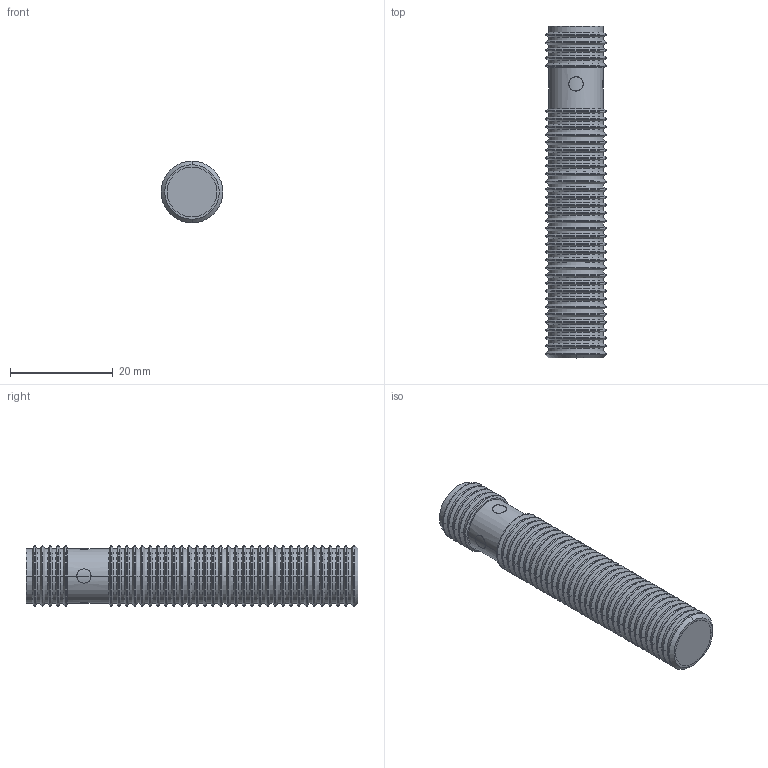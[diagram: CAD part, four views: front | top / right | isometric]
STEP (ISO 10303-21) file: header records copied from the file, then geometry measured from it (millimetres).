
FILE_DESCRIPTION(('STEP AP214'),'1');
FILE_NAME('cctmp_06C0958A-F0AD-4649-B26B-8E61263DD919_2021_2_18_14_5_43_107..stp','2021-02-18T13:05:43',('Pepperl+Fuchs GmbH'),('CADClick - www.CADClick.com'),'Spatial InterOp 3D',' ','unknown authorization');
FILE_SCHEMA(('AUTOMOTIVE_DESIGN { 1 0 10303 214 1 1 1 1 }'));
Length unit declared in the file: millimetre
Products named in the file (1): 2021_02_18__14-05-43-102
Bounding box: 12 x 64.51 x 12 mm (x, y, z)
Volume: 5536.8 mm3; surface area: 4933.1 mm2
Topology: 1 solids, 2 shells, 376 faces, 811 edges, 431 vertices
Faces by surface type: cylinder 191, cone 152, plane 25, sphere 8
Entity records: 13576 total; most frequent: CARTESIAN_POINT 2391, DIRECTION 1880, ORIENTED_EDGE 1590, EDGE_CURVE 795, AXIS2_PLACEMENT_3D 760, VERTEX_POINT 431, EDGE_LOOP 392, CIRCLE 383
